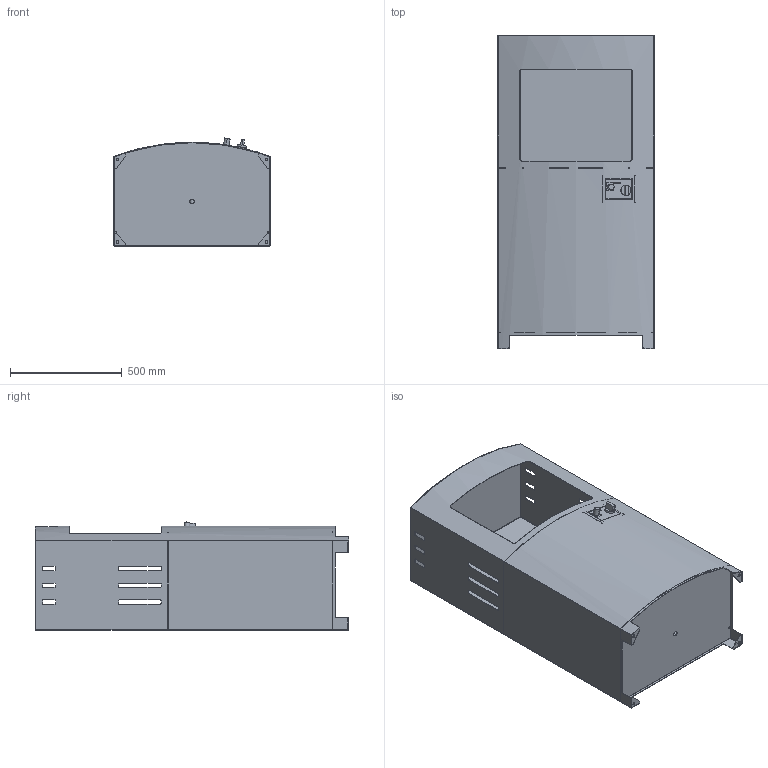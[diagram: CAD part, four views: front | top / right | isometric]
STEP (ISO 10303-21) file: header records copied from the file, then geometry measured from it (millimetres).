
FILE_DESCRIPTION (( 'STEP AP203' ), '1' );
FILE_NAME ('Brann-VBC 10-R.STEP', '2019-01-17T14:32:42', ( '' ), ( '' ), 'SwSTEP 2.0', 'SolidWorks 2018', '' );
FILE_SCHEMA (( 'CONFIG_CONTROL_DESIGN' ));
Length unit declared in the file: millimetre
Products named in the file (25): VBC 10-R Door part O; Brann VBC 10-R DOOR; Magnetic lock 2; VBC 10-R Foot; VBC 10-R Connection bediening; VBC 10-R Top; Brann VBC 10-R BASE; VBC 10-R Back + Side; VBC 10-R Foot 2; VBC 10-R Bottom; VBC 10 GAS-Bush-PA 6x8x10x10x2 DIN1494; VBC 10-R Door part 1; BURNI Regulator; Brann-VBC 10-R; VBC 10-R Front; prevailing torque nut style 1 insert_din_DIN EN ISO 7040 - M6 - N; VBC 10-R Gas plate; VBC 10-R Door part R; socket countersunk head screw_din_DIN 7991 - M3 x 8 --- 4.8N; VBC 10-R Door part L; socket head cap screw_din_DIN 912 M6 x 10 --- 10N; VBC 10-R Door; BURNI Gas unit; Brann VBC 10-R  Door pen; VBC 10-R Door part B
Assembly tree (38 placements, depth 3):
  Brann-VBC 10-R
    Brann VBC 10-R BASE
      VBC 10-R Bottom
      VBC 10-R Back + Side
      VBC 10-R Top
      VBC 10-R Gas plate
      VBC 10-R Front
      VBC 10-R Door part O
      VBC 10-R Door part B
      VBC 10-R Foot 2  x2
      VBC 10-R Foot  x2
      VBC 10-R Connection bediening  x2
      VBC 10 GAS-Bush-PA 6x8x10x10x2 DIN1494  x2
      Magnetic lock 2  x2
      socket countersunk head screw_din_DIN 7991 - M3 x 8 --- 4.8N  x4
      VBC 10-R Door part R
      VBC 10-R Door part L
    BURNI Gas unit
    BURNI Regulator
    Brann VBC 10-R  Door pen
    prevailing torque nut style 1 insert_din_DIN EN ISO 7040 - M6 - N
    socket head cap screw_din_DIN 912 M6 x 10 --- 10N  x4
    Brann VBC 10-R DOOR
      VBC 10-R Door
      VBC 10-R Door part 1  x2
      VBC 10 GAS-Bush-PA 6x8x10x10x2 DIN1494  x2
Bounding box: 700 x 1400 x 482.65 mm (x, y, z)
Volume: 8142236.1 mm3; surface area: 7965292 mm2
Topology: 36 solids, 36 shells, 1029 faces, 2504 edges, 1548 vertices
Faces by surface type: plane 564, cylinder 319, cone 66, bspline 44, torus 32, sphere 4
Entity records: 30130 total; most frequent: CARTESIAN_POINT 8894, ORIENTED_EDGE 3780, DIRECTION 3732, EDGE_CURVE 1890, AXIS2_PLACEMENT_3D 1262, VECTOR 1208, LINE 1208, VERTEX_POINT 1196
